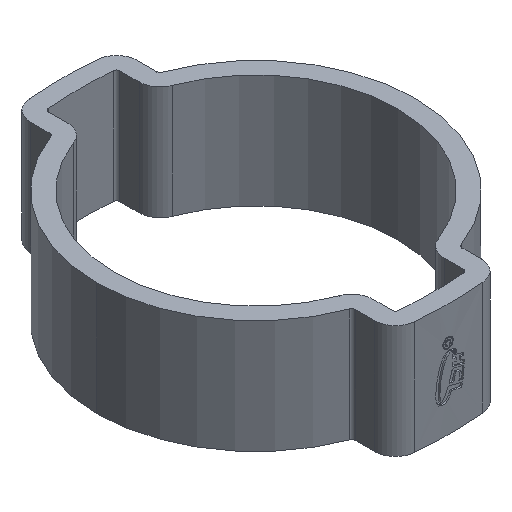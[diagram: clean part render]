
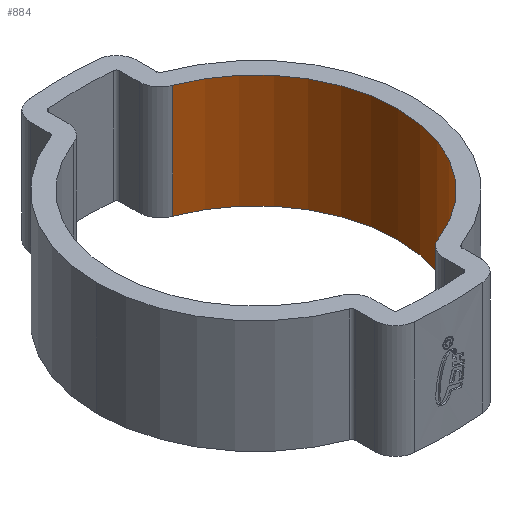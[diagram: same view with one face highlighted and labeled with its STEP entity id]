
A CAD part, isometric view. The second image highlights one B-rep face of the part: STEP entity #884.
In plain terms, the highlighted cylindrical face has radius 8.75 mm (diameter 17.5 mm), a partial arc.
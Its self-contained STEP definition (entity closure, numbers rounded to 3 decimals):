
#155 = VERTEX_POINT ( 'NONE', #5008 ) ;
#178 = AXIS2_PLACEMENT_3D ( 'NONE', #1046, #2737, #5430 ) ;
#224 = CARTESIAN_POINT ( 'NONE',  ( 3.047, -8.202, -3.5 ) ) ;
#439 = VECTOR ( 'NONE', #5682, 1000. ) ;
#884 = ADVANCED_FACE ( 'NONE', ( #1888 ), #3237, .F. ) ;
#894 = ORIENTED_EDGE ( 'NONE', *, *, #5098, .T. ) ;
#930 = VECTOR ( 'NONE', #3585, 1000. ) ;
#1046 = CARTESIAN_POINT ( 'NONE',  ( 0., 0., -3.5 ) ) ;
#1319 = DIRECTION ( 'NONE',  ( -1., 0., 0. ) ) ;
#1575 = CARTESIAN_POINT ( 'NONE',  ( 3.047, 8.202, -3.5 ) ) ;
#1758 = CARTESIAN_POINT ( 'NONE',  ( 0., 0., 3.5 ) ) ;
#1861 = AXIS2_PLACEMENT_3D ( 'NONE', #2915, #5165, #5637 ) ;
#1888 = FACE_OUTER_BOUND ( 'NONE', #3243, .T. ) ;
#2106 = LINE ( 'NONE', #3901, #439 ) ;
#2422 = ORIENTED_EDGE ( 'NONE', *, *, #5406, .F. ) ;
#2656 = DIRECTION ( 'NONE',  ( 0., 0., -1. ) ) ;
#2680 = LINE ( 'NONE', #4029, #930 ) ;
#2715 = CIRCLE ( 'NONE', #178, 8.75 ) ;
#2737 = DIRECTION ( 'NONE',  ( 0., 0., 1. ) ) ;
#2915 = CARTESIAN_POINT ( 'NONE',  ( 0., 0., 3.5 ) ) ;
#3237 = CYLINDRICAL_SURFACE ( 'NONE', #5449, 8.75 ) ;
#3243 = EDGE_LOOP ( 'NONE', ( #2422, #4908, #4518, #894 ) ) ;
#3585 = DIRECTION ( 'NONE',  ( 0., 0., -1. ) ) ;
#3609 = VERTEX_POINT ( 'NONE', #1575 ) ;
#3640 = VERTEX_POINT ( 'NONE', #224 ) ;
#3901 = CARTESIAN_POINT ( 'NONE',  ( 3.047, -8.202, 3.5 ) ) ;
#3929 = EDGE_CURVE ( 'NONE', #3952, #3640, #2106, .T. ) ;
#3952 = VERTEX_POINT ( 'NONE', #4477 ) ;
#4029 = CARTESIAN_POINT ( 'NONE',  ( 3.047, 8.202, 3.5 ) ) ;
#4400 = CIRCLE ( 'NONE', #1861, 8.75 ) ;
#4477 = CARTESIAN_POINT ( 'NONE',  ( 3.047, -8.202, 3.5 ) ) ;
#4518 = ORIENTED_EDGE ( 'NONE', *, *, #4904, .T. ) ;
#4904 = EDGE_CURVE ( 'NONE', #3952, #155, #4400, .T. ) ;
#4908 = ORIENTED_EDGE ( 'NONE', *, *, #3929, .F. ) ;
#5008 = CARTESIAN_POINT ( 'NONE',  ( 3.047, 8.202, 3.5 ) ) ;
#5098 = EDGE_CURVE ( 'NONE', #155, #3609, #2680, .T. ) ;
#5165 = DIRECTION ( 'NONE',  ( 0., 0., 1. ) ) ;
#5406 = EDGE_CURVE ( 'NONE', #3640, #3609, #2715, .T. ) ;
#5430 = DIRECTION ( 'NONE',  ( -1., 0., 0. ) ) ;
#5449 = AXIS2_PLACEMENT_3D ( 'NONE', #1758, #2656, #1319 ) ;
#5637 = DIRECTION ( 'NONE',  ( -1., 0., 0. ) ) ;
#5682 = DIRECTION ( 'NONE',  ( 0., 0., -1. ) ) ;
